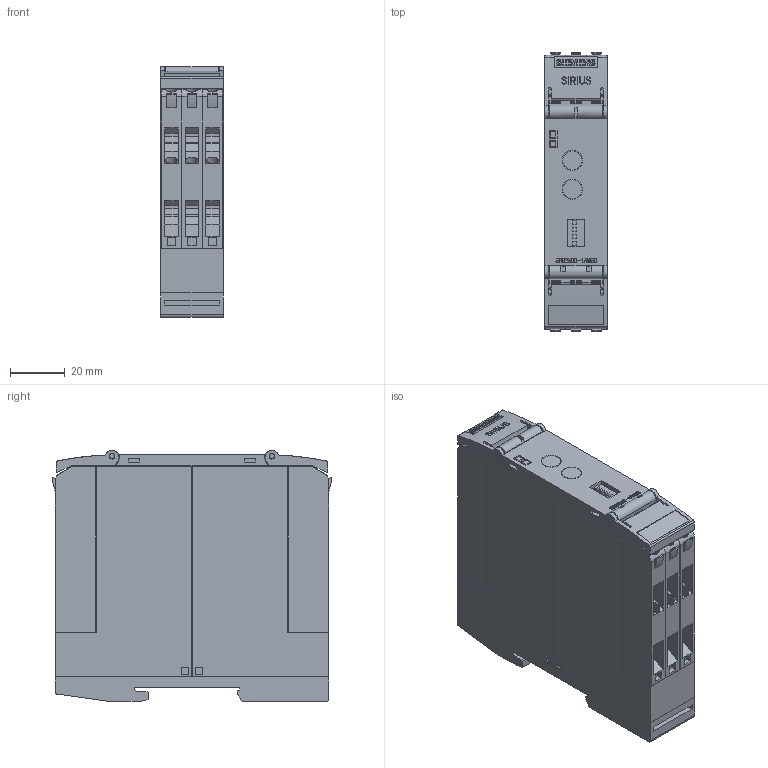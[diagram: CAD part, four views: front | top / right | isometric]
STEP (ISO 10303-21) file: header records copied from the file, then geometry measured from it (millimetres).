
FILE_DESCRIPTION(('STEP AP214'),'1');
FILE_NAME('cctmp_0C4F6E63-8110-4067-8FD3-489A534551B1_2023_07_21_11_08_06_0354..stp','2023-07-21T09:08:08',('SIEMENS A&D'),('CADClick - www.CADClick.com'),'Spatial InterOp 3D postprocessed',' ','unknown authorization');
FILE_SCHEMA(('AUTOMOTIVE_DESIGN'));
Length unit declared in the file: millimetre
Products named in the file (1): 2023_07_21_11_08_06_0315
Bounding box: 22.8 x 101.9 x 91.6 mm (x, y, z)
Volume: 184222.2 mm3; surface area: 55153.4 mm2
Topology: 1 solids, 1 shells, 1691 faces, 4692 edges, 3112 vertices
Faces by surface type: plane 1362, cylinder 277, cone 36, torus 16
Entity records: 59749 total; most frequent: CARTESIAN_POINT 10708, ORIENTED_EDGE 9368, DIRECTION 8713, EDGE_CURVE 4684, LINE 3839, VECTOR 3839, VERTEX_POINT 3112, AXIS2_PLACEMENT_3D 2437
